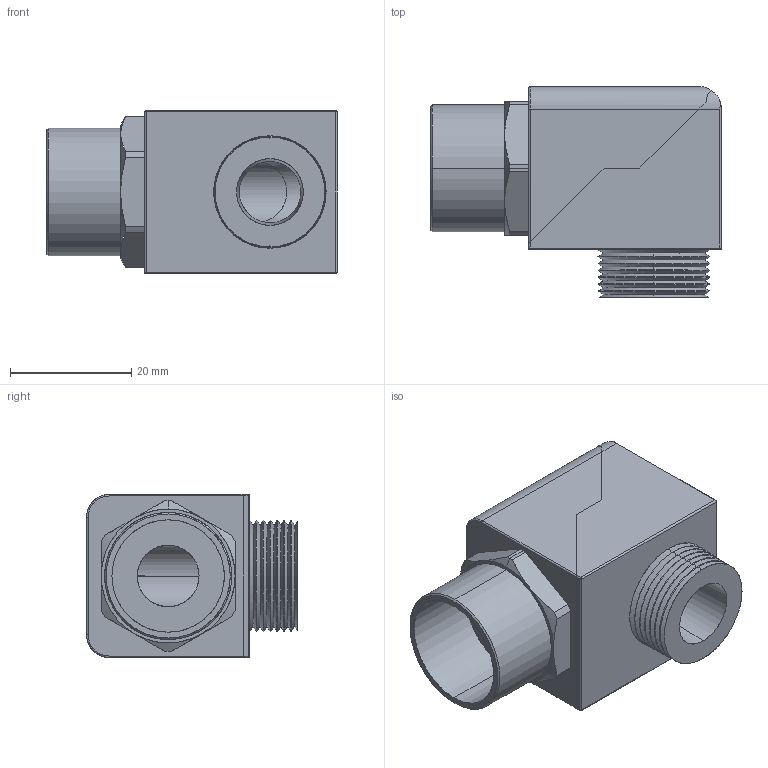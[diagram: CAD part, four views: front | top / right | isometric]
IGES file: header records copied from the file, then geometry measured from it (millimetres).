
Start section: SolidWorks IGES file using analytic representation for surfaces
Global section: file name: EM11AA-BK.IGS; native system: SolidWorks 2007; preprocessor: SolidWorks 2007; author: Baystate; date: 071224.023419; units: inch
Bounding box: 48.01 x 34.8 x 26.92 mm (x, y, z)
Surface area: 10769.6 mm2 (no closed solid volume)
Topology: 0 solids, 0 shells, 126 faces, 1351 edges, 1349 vertices
Faces by surface type: revolution 93, bspline 33
